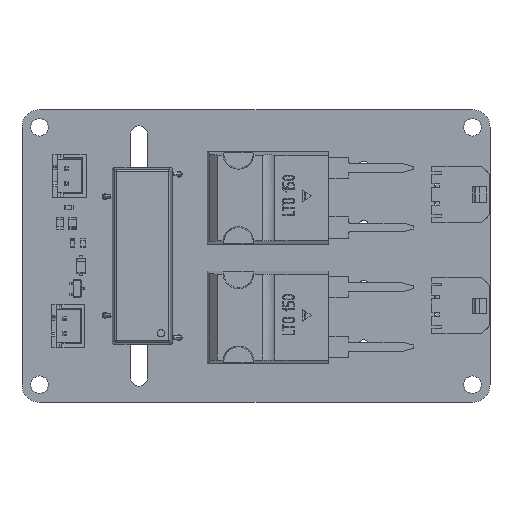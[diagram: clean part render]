
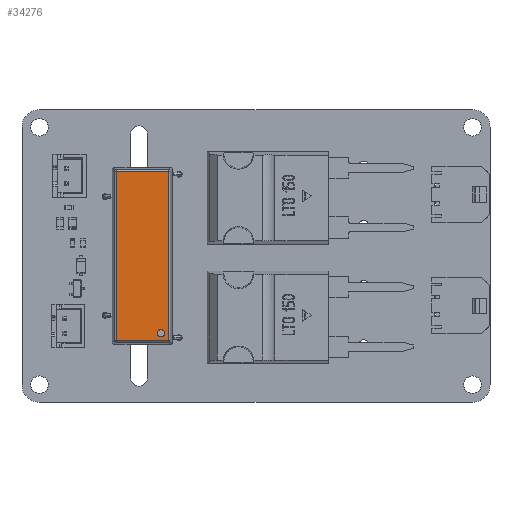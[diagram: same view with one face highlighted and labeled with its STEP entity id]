
A CAD part, top view. The second image highlights one B-rep face of the part: STEP entity #34276.
In plain terms, the highlighted planar face has unit normal (0, 0, 1).
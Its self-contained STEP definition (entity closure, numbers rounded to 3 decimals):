
#33706 = VERTEX_POINT('',#33707);
#33707 = CARTESIAN_POINT('',(-2.601,13.226,8.7));
#33714 = CYLINDRICAL_SURFACE('',#33715,0.625);
#33715 = AXIS2_PLACEMENT_3D('',#33716,#33717,#33718);
#33716 = CARTESIAN_POINT('',(-3.226,13.226,8.69));
#33717 = DIRECTION('',(-0.,-0.,1.));
#33718 = DIRECTION('',(1.,0.,0.));
#33726 = CYLINDRICAL_SURFACE('',#33727,0.625);
#33727 = AXIS2_PLACEMENT_3D('',#33728,#33729,#33730);
#33728 = CARTESIAN_POINT('',(-3.226,13.226,8.69));
#33729 = DIRECTION('',(-0.,-0.,1.));
#33730 = DIRECTION('',(1.,0.,0.));
#33738 = EDGE_CURVE('',#33739,#33706,#33741,.T.);
#33739 = VERTEX_POINT('',#33740);
#33740 = CARTESIAN_POINT('',(-3.851,13.226,8.7));
#33741 = SURFACE_CURVE('',#33742,(#33747,#33754),.PCURVE_S1.);
#33742 = CIRCLE('',#33743,0.625);
#33743 = AXIS2_PLACEMENT_3D('',#33744,#33745,#33746);
#33744 = CARTESIAN_POINT('',(-3.226,13.226,8.7));
#33745 = DIRECTION('',(0.,0.,1.));
#33746 = DIRECTION('',(1.,0.,-0.));
#33747 = PCURVE('',#33714,#33748);
#33748 = DEFINITIONAL_REPRESENTATION('',(#33749),#33753);
#33749 = LINE('',#33750,#33751);
#33750 = CARTESIAN_POINT('',(0.,0.01));
#33751 = VECTOR('',#33752,1.);
#33752 = DIRECTION('',(1.,0.));
#33753 = ( GEOMETRIC_REPRESENTATION_CONTEXT(2) 
PARAMETRIC_REPRESENTATION_CONTEXT() REPRESENTATION_CONTEXT('2D SPACE',''
  ) );
#33754 = PCURVE('',#33755,#33760);
#33755 = PLANE('',#33756);
#33756 = AXIS2_PLACEMENT_3D('',#33757,#33758,#33759);
#33757 = CARTESIAN_POINT('',(0.,0.,8.7));
#33758 = DIRECTION('',(-0.,0.,1.));
#33759 = DIRECTION('',(1.,0.,0.));
#33760 = DEFINITIONAL_REPRESENTATION('',(#33761),#33765);
#33761 = CIRCLE('',#33762,0.625);
#33762 = AXIS2_PLACEMENT_2D('',#33763,#33764);
#33763 = CARTESIAN_POINT('',(-3.226,13.226));
#33764 = DIRECTION('',(1.,0.));
#33765 = ( GEOMETRIC_REPRESENTATION_CONTEXT(2) 
PARAMETRIC_REPRESENTATION_CONTEXT() REPRESENTATION_CONTEXT('2D SPACE',''
  ) );
#34276 = ADVANCED_FACE('',(#34277,#34302),#33755,.T.);
#34277 = FACE_BOUND('',#34278,.T.);
#34278 = EDGE_LOOP('',(#34279,#34301));
#34279 = ORIENTED_EDGE('',*,*,#34280,.F.);
#34280 = EDGE_CURVE('',#33706,#33739,#34281,.T.);
#34281 = SURFACE_CURVE('',#34282,(#34287,#34294),.PCURVE_S1.);
#34282 = CIRCLE('',#34283,0.625);
#34283 = AXIS2_PLACEMENT_3D('',#34284,#34285,#34286);
#34284 = CARTESIAN_POINT('',(-3.226,13.226,8.7));
#34285 = DIRECTION('',(0.,0.,1.));
#34286 = DIRECTION('',(1.,0.,-0.));
#34287 = PCURVE('',#33755,#34288);
#34288 = DEFINITIONAL_REPRESENTATION('',(#34289),#34293);
#34289 = CIRCLE('',#34290,0.625);
#34290 = AXIS2_PLACEMENT_2D('',#34291,#34292);
#34291 = CARTESIAN_POINT('',(-3.226,13.226));
#34292 = DIRECTION('',(1.,0.));
#34293 = ( GEOMETRIC_REPRESENTATION_CONTEXT(2) 
PARAMETRIC_REPRESENTATION_CONTEXT() REPRESENTATION_CONTEXT('2D SPACE',''
  ) );
#34294 = PCURVE('',#33726,#34295);
#34295 = DEFINITIONAL_REPRESENTATION('',(#34296),#34300);
#34296 = LINE('',#34297,#34298);
#34297 = CARTESIAN_POINT('',(0.,0.01));
#34298 = VECTOR('',#34299,1.);
#34299 = DIRECTION('',(1.,0.));
#34300 = ( GEOMETRIC_REPRESENTATION_CONTEXT(2) 
PARAMETRIC_REPRESENTATION_CONTEXT() REPRESENTATION_CONTEXT('2D SPACE',''
  ) );
#34301 = ORIENTED_EDGE('',*,*,#33738,.F.);
#34302 = FACE_BOUND('',#34303,.T.);
#34303 = EDGE_LOOP('',(#34304,#34334,#34362,#34390));
#34304 = ORIENTED_EDGE('',*,*,#34305,.T.);
#34305 = EDGE_CURVE('',#34306,#34308,#34310,.T.);
#34306 = VERTEX_POINT('',#34307);
#34307 = CARTESIAN_POINT('',(4.476,-14.476,8.7));
#34308 = VERTEX_POINT('',#34309);
#34309 = CARTESIAN_POINT('',(4.476,14.476,8.7));
#34310 = SURFACE_CURVE('',#34311,(#34315,#34322),.PCURVE_S1.);
#34311 = LINE('',#34312,#34313);
#34312 = CARTESIAN_POINT('',(4.476,0.,8.7));
#34313 = VECTOR('',#34314,1.);
#34314 = DIRECTION('',(0.,1.,0.));
#34315 = PCURVE('',#33755,#34316);
#34316 = DEFINITIONAL_REPRESENTATION('',(#34317),#34321);
#34317 = LINE('',#34318,#34319);
#34318 = CARTESIAN_POINT('',(4.476,0.));
#34319 = VECTOR('',#34320,1.);
#34320 = DIRECTION('',(0.,1.));
#34321 = ( GEOMETRIC_REPRESENTATION_CONTEXT(2) 
PARAMETRIC_REPRESENTATION_CONTEXT() REPRESENTATION_CONTEXT('2D SPACE',''
  ) );
#34322 = PCURVE('',#34323,#34328);
#34323 = CYLINDRICAL_SURFACE('',#34324,0.25);
#34324 = AXIS2_PLACEMENT_3D('',#34325,#34326,#34327);
#34325 = CARTESIAN_POINT('',(4.476,0.,8.45));
#34326 = DIRECTION('',(0.,1.,0.));
#34327 = DIRECTION('',(-1.,0.,0.));
#34328 = DEFINITIONAL_REPRESENTATION('',(#34329),#34333);
#34329 = LINE('',#34330,#34331);
#34330 = CARTESIAN_POINT('',(1.571,0.));
#34331 = VECTOR('',#34332,1.);
#34332 = DIRECTION('',(0.,1.));
#34333 = ( GEOMETRIC_REPRESENTATION_CONTEXT(2) 
PARAMETRIC_REPRESENTATION_CONTEXT() REPRESENTATION_CONTEXT('2D SPACE',''
  ) );
#34334 = ORIENTED_EDGE('',*,*,#34335,.T.);
#34335 = EDGE_CURVE('',#34308,#34336,#34338,.T.);
#34336 = VERTEX_POINT('',#34337);
#34337 = CARTESIAN_POINT('',(-4.476,14.476,8.7));
#34338 = SURFACE_CURVE('',#34339,(#34343,#34350),.PCURVE_S1.);
#34339 = LINE('',#34340,#34341);
#34340 = CARTESIAN_POINT('',(0.,14.476,8.7));
#34341 = VECTOR('',#34342,1.);
#34342 = DIRECTION('',(-1.,0.,0.));
#34343 = PCURVE('',#33755,#34344);
#34344 = DEFINITIONAL_REPRESENTATION('',(#34345),#34349);
#34345 = LINE('',#34346,#34347);
#34346 = CARTESIAN_POINT('',(0.,14.476));
#34347 = VECTOR('',#34348,1.);
#34348 = DIRECTION('',(-1.,0.));
#34349 = ( GEOMETRIC_REPRESENTATION_CONTEXT(2) 
PARAMETRIC_REPRESENTATION_CONTEXT() REPRESENTATION_CONTEXT('2D SPACE',''
  ) );
#34350 = PCURVE('',#34351,#34356);
#34351 = CYLINDRICAL_SURFACE('',#34352,0.25);
#34352 = AXIS2_PLACEMENT_3D('',#34353,#34354,#34355);
#34353 = CARTESIAN_POINT('',(0.,14.476,8.45));
#34354 = DIRECTION('',(-1.,0.,0.));
#34355 = DIRECTION('',(0.,-1.,0.));
#34356 = DEFINITIONAL_REPRESENTATION('',(#34357),#34361);
#34357 = LINE('',#34358,#34359);
#34358 = CARTESIAN_POINT('',(1.571,0.));
#34359 = VECTOR('',#34360,1.);
#34360 = DIRECTION('',(0.,1.));
#34361 = ( GEOMETRIC_REPRESENTATION_CONTEXT(2) 
PARAMETRIC_REPRESENTATION_CONTEXT() REPRESENTATION_CONTEXT('2D SPACE',''
  ) );
#34362 = ORIENTED_EDGE('',*,*,#34363,.T.);
#34363 = EDGE_CURVE('',#34336,#34364,#34366,.T.);
#34364 = VERTEX_POINT('',#34365);
#34365 = CARTESIAN_POINT('',(-4.476,-14.476,8.7));
#34366 = SURFACE_CURVE('',#34367,(#34371,#34378),.PCURVE_S1.);
#34367 = LINE('',#34368,#34369);
#34368 = CARTESIAN_POINT('',(-4.476,0.,8.7));
#34369 = VECTOR('',#34370,1.);
#34370 = DIRECTION('',(0.,-1.,0.));
#34371 = PCURVE('',#33755,#34372);
#34372 = DEFINITIONAL_REPRESENTATION('',(#34373),#34377);
#34373 = LINE('',#34374,#34375);
#34374 = CARTESIAN_POINT('',(-4.476,0.));
#34375 = VECTOR('',#34376,1.);
#34376 = DIRECTION('',(0.,-1.));
#34377 = ( GEOMETRIC_REPRESENTATION_CONTEXT(2) 
PARAMETRIC_REPRESENTATION_CONTEXT() REPRESENTATION_CONTEXT('2D SPACE',''
  ) );
#34378 = PCURVE('',#34379,#34384);
#34379 = CYLINDRICAL_SURFACE('',#34380,0.25);
#34380 = AXIS2_PLACEMENT_3D('',#34381,#34382,#34383);
#34381 = CARTESIAN_POINT('',(-4.476,0.,8.45));
#34382 = DIRECTION('',(0.,-1.,0.));
#34383 = DIRECTION('',(1.,0.,0.));
#34384 = DEFINITIONAL_REPRESENTATION('',(#34385),#34389);
#34385 = LINE('',#34386,#34387);
#34386 = CARTESIAN_POINT('',(1.571,0.));
#34387 = VECTOR('',#34388,1.);
#34388 = DIRECTION('',(0.,1.));
#34389 = ( GEOMETRIC_REPRESENTATION_CONTEXT(2) 
PARAMETRIC_REPRESENTATION_CONTEXT() REPRESENTATION_CONTEXT('2D SPACE',''
  ) );
#34390 = ORIENTED_EDGE('',*,*,#34391,.T.);
#34391 = EDGE_CURVE('',#34364,#34306,#34392,.T.);
#34392 = SURFACE_CURVE('',#34393,(#34397,#34404),.PCURVE_S1.);
#34393 = LINE('',#34394,#34395);
#34394 = CARTESIAN_POINT('',(0.,-14.476,8.7));
#34395 = VECTOR('',#34396,1.);
#34396 = DIRECTION('',(1.,0.,0.));
#34397 = PCURVE('',#33755,#34398);
#34398 = DEFINITIONAL_REPRESENTATION('',(#34399),#34403);
#34399 = LINE('',#34400,#34401);
#34400 = CARTESIAN_POINT('',(0.,-14.476));
#34401 = VECTOR('',#34402,1.);
#34402 = DIRECTION('',(1.,0.));
#34403 = ( GEOMETRIC_REPRESENTATION_CONTEXT(2) 
PARAMETRIC_REPRESENTATION_CONTEXT() REPRESENTATION_CONTEXT('2D SPACE',''
  ) );
#34404 = PCURVE('',#34405,#34410);
#34405 = CYLINDRICAL_SURFACE('',#34406,0.25);
#34406 = AXIS2_PLACEMENT_3D('',#34407,#34408,#34409);
#34407 = CARTESIAN_POINT('',(0.,-14.476,8.45));
#34408 = DIRECTION('',(1.,0.,0.));
#34409 = DIRECTION('',(0.,0.,-1.));
#34410 = DEFINITIONAL_REPRESENTATION('',(#34411),#34415);
#34411 = LINE('',#34412,#34413);
#34412 = CARTESIAN_POINT('',(3.142,0.));
#34413 = VECTOR('',#34414,1.);
#34414 = DIRECTION('',(0.,1.));
#34415 = ( GEOMETRIC_REPRESENTATION_CONTEXT(2) 
PARAMETRIC_REPRESENTATION_CONTEXT() REPRESENTATION_CONTEXT('2D SPACE',''
  ) );
